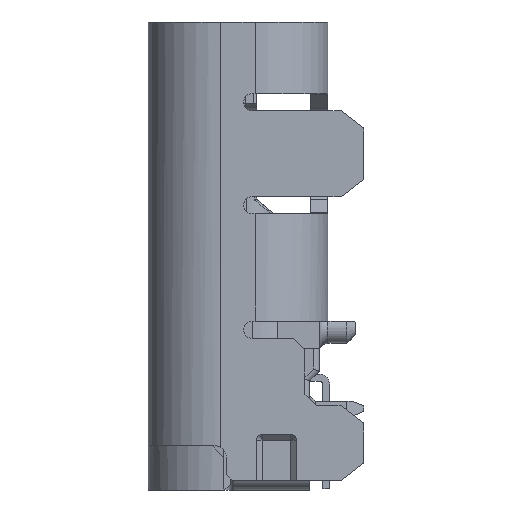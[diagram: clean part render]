
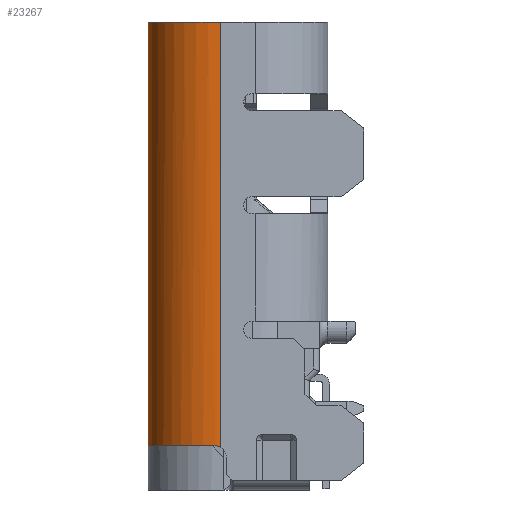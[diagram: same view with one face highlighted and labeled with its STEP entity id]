
A CAD part, left-side view. The second image highlights one B-rep face of the part: STEP entity #23267.
In plain terms, the highlighted cylindrical face has radius 1.27 mm (diameter 2.54 mm), a partial arc.
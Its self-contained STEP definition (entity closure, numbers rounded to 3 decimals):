
#309 = AXIS2_PLACEMENT_3D ( 'NONE', #4902, #20902, #20994 ) ;
#396 = CARTESIAN_POINT ( 'NONE',  ( -3.2, 0.3, 4.7 ) ) ;
#1677 = DIRECTION ( 'NONE',  ( 0., 0., 1. ) ) ;
#2524 = EDGE_CURVE ( 'NONE', #9805, #3439, #12121, .T. ) ;
#2713 = DIRECTION ( 'NONE',  ( -1., 0., 0. ) ) ;
#2925 = VECTOR ( 'NONE', #10297, 1000. ) ;
#3207 = ORIENTED_EDGE ( 'NONE', *, *, #2524, .F. ) ;
#3439 = VERTEX_POINT ( 'NONE', #29018 ) ;
#3829 = CARTESIAN_POINT ( 'NONE',  ( -4.47, 0.3, -2.727 ) ) ;
#4565 = ORIENTED_EDGE ( 'NONE', *, *, #11053, .F. ) ;
#4902 = CARTESIAN_POINT ( 'NONE',  ( -3.2, 0.3, 23.577 ) ) ;
#4938 = ORIENTED_EDGE ( 'NONE', *, *, #11757, .F. ) ;
#5369 = EDGE_LOOP ( 'NONE', ( #4938, #28215, #20892, #3207, #4565 ) ) ;
#7062 = CARTESIAN_POINT ( 'NONE',  ( -3.2, 0.3, -2.7 ) ) ;
#9377 = DIRECTION ( 'NONE',  ( -1., 0., 0. ) ) ;
#9805 = VERTEX_POINT ( 'NONE', #12946 ) ;
#10297 = DIRECTION ( 'NONE',  ( 0., 0., 1. ) ) ;
#10533 = AXIS2_PLACEMENT_3D ( 'NONE', #396, #16496, #2713 ) ;
#10581 = CYLINDRICAL_SURFACE ( 'NONE', #309, 1.27 ) ;
#11053 = EDGE_CURVE ( 'NONE', #15581, #9805, #25140, .T. ) ;
#11316 = FACE_OUTER_BOUND ( 'NONE', #5369, .T. ) ;
#11757 = EDGE_CURVE ( 'NONE', #21984, #15581, #19368, .T. ) ;
#12121 = CIRCLE ( 'NONE', #10533, 1.27 ) ;
#12946 = CARTESIAN_POINT ( 'NONE',  ( -3.2, 1.57, 4.7 ) ) ;
#14620 = EDGE_CURVE ( 'NONE', #24659, #3439, #15157, .T. ) ;
#14683 = CARTESIAN_POINT ( 'NONE',  ( -4.47, 0.3, -2.727 ) ) ;
#14768 = B_SPLINE_CURVE_WITH_KNOTS ( 'NONE', 3,
 ( #19831, #15287, #17641, #3829 ),
 .UNSPECIFIED., .F., .F.,
 ( 4, 4 ),
 ( 0., 1. ),
 .UNSPECIFIED. ) ;
#15157 = LINE ( 'NONE', #17280, #2925 ) ;
#15287 = CARTESIAN_POINT ( 'NONE',  ( -4.469, 0.357, -2.702 ) ) ;
#15455 = CARTESIAN_POINT ( 'NONE',  ( -3.2, 1.57, -3.3 ) ) ;
#15581 = VERTEX_POINT ( 'NONE', #17204 ) ;
#16496 = DIRECTION ( 'NONE',  ( 0., 0., 1. ) ) ;
#17204 = CARTESIAN_POINT ( 'NONE',  ( -3.2, 1.57, -2.7 ) ) ;
#17280 = CARTESIAN_POINT ( 'NONE',  ( -4.47, 0.3, -3.3 ) ) ;
#17641 = CARTESIAN_POINT ( 'NONE',  ( -4.47, 0.335, -2.708 ) ) ;
#18295 = CARTESIAN_POINT ( 'NONE',  ( -4.466, 0.4, -2.7 ) ) ;
#19368 = CIRCLE ( 'NONE', #27521, 1.27 ) ;
#19831 = CARTESIAN_POINT ( 'NONE',  ( -4.466, 0.4, -2.7 ) ) ;
#20892 = ORIENTED_EDGE ( 'NONE', *, *, #14620, .T. ) ;
#20902 = DIRECTION ( 'NONE',  ( 0., 0., -1. ) ) ;
#20994 = DIRECTION ( 'NONE',  ( -1., 0., 0. ) ) ;
#21984 = VERTEX_POINT ( 'NONE', #18295 ) ;
#23161 = DIRECTION ( 'NONE',  ( 0., 0., -1. ) ) ;
#23267 = ADVANCED_FACE ( 'NONE', ( #11316 ), #10581, .T. ) ;
#24659 = VERTEX_POINT ( 'NONE', #14683 ) ;
#25140 = LINE ( 'NONE', #15455, #25856 ) ;
#25856 = VECTOR ( 'NONE', #1677, 1000. ) ;
#26414 = EDGE_CURVE ( 'NONE', #21984, #24659, #14768, .T. ) ;
#27521 = AXIS2_PLACEMENT_3D ( 'NONE', #7062, #23161, #9377 ) ;
#28215 = ORIENTED_EDGE ( 'NONE', *, *, #26414, .T. ) ;
#29018 = CARTESIAN_POINT ( 'NONE',  ( -4.47, 0.3, 4.7 ) ) ;
